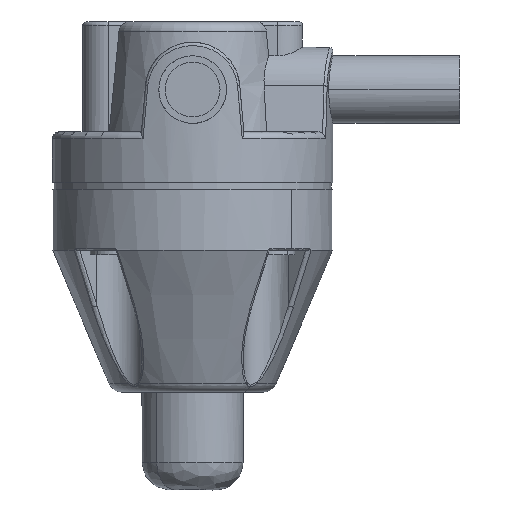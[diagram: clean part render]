
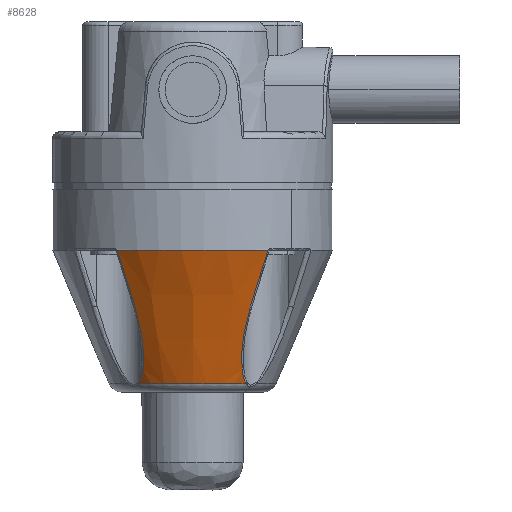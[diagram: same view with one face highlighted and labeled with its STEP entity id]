
A CAD part, front view. The second image highlights one B-rep face of the part: STEP entity #8628.
In plain terms, the highlighted conical face has half-angle 23 degrees and reference radius 33.103 mm.
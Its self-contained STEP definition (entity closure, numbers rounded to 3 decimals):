
#2852=CARTESIAN_POINT('',(15.886,-18.922,
-59.563));
#2859=CARTESIAN_POINT('',(22.283,-35.01,
-20.));
#2860=CARTESIAN_POINT('',(21.678,-34.41,
-21.957));
#2861=CARTESIAN_POINT('',(20.482,-33.228,
-25.815));
#2862=CARTESIAN_POINT('',(18.735,-31.5,
-31.43));
#2863=CARTESIAN_POINT('',(17.598,-30.379,
-35.059));
#2864=CARTESIAN_POINT('',(17.038,-29.826,
-36.845));
#2866=CARTESIAN_POINT('',(17.038,-29.826,
-36.845));
#2867=CARTESIAN_POINT('',(16.548,-29.31,
-38.475));
#2868=CARTESIAN_POINT('',(15.747,-28.321,
-41.428));
#2869=CARTESIAN_POINT('',(15.115,-27.032,
-44.806));
#2870=CARTESIAN_POINT('',(14.749,-25.908,
-47.535));
#2871=CARTESIAN_POINT('',(14.544,-24.985,
-49.664));
#2872=CARTESIAN_POINT('',(14.449,-23.401,
-52.985));
#2873=CARTESIAN_POINT('',(14.587,-22.32,
-54.954));
#2874=CARTESIAN_POINT('',(14.768,-21.369,
-56.591));
#2875=CARTESIAN_POINT('',(15.331,-19.868,
-58.673));
#2876=CARTESIAN_POINT('',(15.683,-19.221,
-59.331));
#2877=CARTESIAN_POINT('',(15.886,-18.922,
-59.563));
#2879=CARTESIAN_POINT('',(0.,0.,-59.563));
#2880=DIRECTION('',(0.,0.,-1.));
#2881=DIRECTION('',(0.643,-0.766,0.));
#2882=AXIS2_PLACEMENT_3D('',#2879,#2880,#2881);
#2884=CARTESIAN_POINT('',(-17.038,-29.826,
-36.845));
#2885=CARTESIAN_POINT('',(-17.598,-30.379,
-35.059));
#2886=CARTESIAN_POINT('',(-18.735,-31.5,
-31.43));
#2887=CARTESIAN_POINT('',(-20.482,-33.228,
-25.814));
#2888=CARTESIAN_POINT('',(-21.679,-34.41,
-21.957));
#2889=CARTESIAN_POINT('',(-22.283,-35.01,
-20.));
#2898=CARTESIAN_POINT('',(17.038,-29.826,
-36.845));
#2910=CARTESIAN_POINT('',(0.,0.,-20.));
#2911=DIRECTION('',(0.,0.,-1.));
#2912=DIRECTION('',(0.537,-0.844,0.));
#2913=AXIS2_PLACEMENT_3D('',#2910,#2911,#2912);
#2938=CARTESIAN_POINT('',(-17.038,-29.826,
-36.845));
#2939=CARTESIAN_POINT('',(-16.562,-29.327,
-38.424));
#2940=CARTESIAN_POINT('',(-15.779,-28.365,
-41.301));
#2941=CARTESIAN_POINT('',(-15.142,-27.099,
-44.635));
#2942=CARTESIAN_POINT('',(-14.764,-25.958,
-47.415));
#2943=CARTESIAN_POINT('',(-14.564,-25.109,
-49.388));
#2944=CARTESIAN_POINT('',(-14.443,-23.479,
-52.836));
#2945=CARTESIAN_POINT('',(-14.58,-22.368,
-54.868));
#2946=CARTESIAN_POINT('',(-14.749,-21.435,
-56.49));
#2947=CARTESIAN_POINT('',(-15.32,-19.886,
-58.657));
#2948=CARTESIAN_POINT('',(-15.679,-19.227,
-59.327));
#2949=CARTESIAN_POINT('',(-15.886,-18.922,
-59.563));
#2960=CARTESIAN_POINT('',(-15.886,-18.922,
-59.563));
#4159=VERTEX_POINT('',#2852);
#4169=VERTEX_POINT('',#2960);
#4172=VERTEX_POINT('',#2898);
#4173=VERTEX_POINT('',#2859);
#4174=VERTEX_POINT('',#2938);
#4175=VERTEX_POINT('',#2889);
#8611=CARTESIAN_POINT('',(0.,0.,-39.781));
#8612=DIRECTION('',(0.,0.,1.));
#8613=DIRECTION('',(0.707,-0.707,0.));
#8614=AXIS2_PLACEMENT_3D('',#8611,#8612,#8613);
#8615=CONICAL_SURFACE('',#8614,33.103,23.);
#8617=ORIENTED_EDGE('',*,*,#8616,.T.);
#8618=ORIENTED_EDGE('',*,*,#8601,.T.);
#8619=ORIENTED_EDGE('',*,*,#8408,.T.);
#8621=ORIENTED_EDGE('',*,*,#8620,.F.);
#8623=ORIENTED_EDGE('',*,*,#8622,.T.);
#8625=ORIENTED_EDGE('',*,*,#8624,.F.);
#8626=EDGE_LOOP('',(#8617,#8618,#8619,#8621,#8623,#8625));
#8627=FACE_OUTER_BOUND('',#8626,.F.);
#2865=B_SPLINE_CURVE_WITH_KNOTS('',3,(#2859,#2860,#2861,#2862,#2863,#2864),
.UNSPECIFIED.,.F.,.F.,(4,1,1,4),(0.,0.333,0.667,1.),
.UNSPECIFIED.);
#2878=B_SPLINE_CURVE_WITH_KNOTS('',3,(#2866,#2867,#2868,#2869,#2870,#2871,#2872,
#2873,#2874,#2875,#2876,#2877),.UNSPECIFIED.,.F.,.F.,(4,1,1,1,1,1,1,1,1,4),
(0.,0.111,0.222,0.333,0.444,
0.556,0.667,0.778,0.889,1.),
.UNSPECIFIED.);
#2883=CIRCLE('',#2882,24.707);
#2890=B_SPLINE_CURVE_WITH_KNOTS('',3,(#2884,#2885,#2886,#2887,#2888,#2889),
.UNSPECIFIED.,.F.,.F.,(4,1,1,4),(0.,0.333,0.667,1.),
.UNSPECIFIED.);
#2914=CIRCLE('',#2913,41.5);
#2950=B_SPLINE_CURVE_WITH_KNOTS('',3,(#2938,#2939,#2940,#2941,#2942,#2943,#2944,
#2945,#2946,#2947,#2948,#2949),.UNSPECIFIED.,.F.,.F.,(4,1,1,1,1,1,1,1,1,4),
(0.,0.111,0.222,0.333,0.444,
0.556,0.667,0.778,0.889,1.),
.UNSPECIFIED.);
#8408=EDGE_CURVE('',#4159,#4169,#2883,.T.);
#8601=EDGE_CURVE('',#4172,#4159,#2878,.T.);
#8616=EDGE_CURVE('',#4173,#4172,#2865,.T.);
#8620=EDGE_CURVE('',#4174,#4169,#2950,.T.);
#8622=EDGE_CURVE('',#4174,#4175,#2890,.T.);
#8624=EDGE_CURVE('',#4173,#4175,#2914,.T.);
#8628=ADVANCED_FACE('',(#8627),#8615,.T.);
